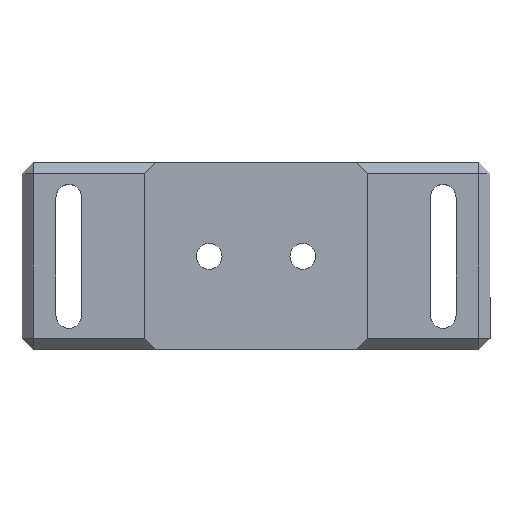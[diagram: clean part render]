
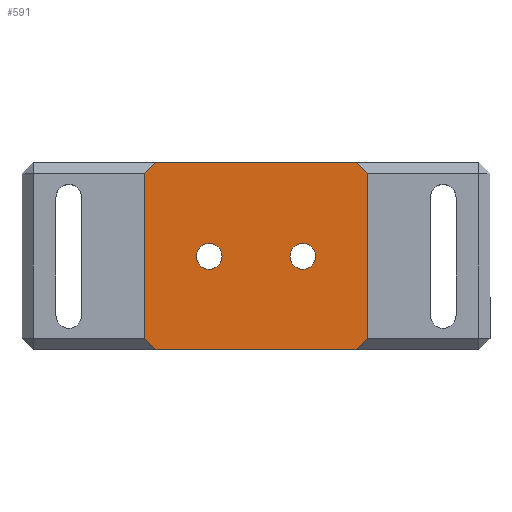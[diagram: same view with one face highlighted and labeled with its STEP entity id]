
A CAD part, top view. The second image highlights one B-rep face of the part: STEP entity #591.
In plain terms, the highlighted planar face has unit normal (0, 0, 1).
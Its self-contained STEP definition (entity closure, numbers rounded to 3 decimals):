
#6 = VERTEX_POINT ( 'NONE', #504 ) ;
#22 = EDGE_CURVE ( 'NONE', #1504, #630, #1329, .T. ) ;
#29 = DIRECTION ( 'NONE',  ( 0., 0., 1. ) ) ;
#31 = DIRECTION ( 'NONE',  ( 1., 0., 0. ) ) ;
#32 = CARTESIAN_POINT ( 'NONE',  ( 50.8, 25.4, 0. ) ) ;
#39 = DIRECTION ( 'NONE',  ( 0., 0., 1. ) ) ;
#46 = CARTESIAN_POINT ( 'NONE',  ( 50.8, 25.4, 0. ) ) ;
#68 = CIRCLE ( 'NONE', #583, 3.5 ) ;
#81 = ORIENTED_EDGE ( 'NONE', *, *, #1312, .T. ) ;
#91 = ORIENTED_EDGE ( 'NONE', *, *, #272, .F. ) ;
#125 = VECTOR ( 'NONE', #1111, 1000. ) ;
#131 = VECTOR ( 'NONE', #1508, 1000. ) ;
#135 = VERTEX_POINT ( 'NONE', #998 ) ;
#143 = EDGE_CURVE ( 'NONE', #630, #1504, #572, .T. ) ;
#144 = FACE_BOUND ( 'NONE', #1087, .T. ) ;
#165 = ORIENTED_EDGE ( 'NONE', *, *, #143, .F. ) ;
#173 = ORIENTED_EDGE ( 'NONE', *, *, #1272, .T. ) ;
#199 = CARTESIAN_POINT ( 'NONE',  ( 54.3, 25.4, 0. ) ) ;
#220 = CARTESIAN_POINT ( 'NONE',  ( 90.7, 0.2, 0. ) ) ;
#259 = FACE_BOUND ( 'NONE', #325, .T. ) ;
#260 = VERTEX_POINT ( 'NONE', #1338 ) ;
#269 = CARTESIAN_POINT ( 'NONE',  ( 0., 0.2, 0. ) ) ;
#272 = EDGE_CURVE ( 'NONE', #1068, #6, #1446, .T. ) ;
#284 = CARTESIAN_POINT ( 'NONE',  ( 93.7, 50.8, 0. ) ) ;
#325 = EDGE_LOOP ( 'NONE', ( #516, #165 ) ) ;
#340 = DIRECTION ( 'NONE',  ( 0.707, 0.707, 0. ) ) ;
#344 = CARTESIAN_POINT ( 'NONE',  ( 33.3, 3.2, 0. ) ) ;
#366 = VECTOR ( 'NONE', #340, 1000. ) ;
#389 = CARTESIAN_POINT ( 'NONE',  ( 36.3, 0.2, 0. ) ) ;
#407 = LINE ( 'NONE', #694, #131 ) ;
#416 = ORIENTED_EDGE ( 'NONE', *, *, #482, .F. ) ;
#432 = VERTEX_POINT ( 'NONE', #1416 ) ;
#442 = AXIS2_PLACEMENT_3D ( 'NONE', #849, #844, #605 ) ;
#459 = CARTESIAN_POINT ( 'NONE',  ( 76.2, 25.4, 0. ) ) ;
#461 = DIRECTION ( 'NONE',  ( 0.707, -0.707, 0. ) ) ;
#469 = DIRECTION ( 'NONE',  ( -0.707, -0.707, 0. ) ) ;
#482 = EDGE_CURVE ( 'NONE', #432, #1381, #1053, .T. ) ;
#484 = EDGE_CURVE ( 'NONE', #1358, #866, #1368, .T. ) ;
#504 = CARTESIAN_POINT ( 'NONE',  ( 79.7, 25.4, 0. ) ) ;
#507 = ORIENTED_EDGE ( 'NONE', *, *, #724, .T. ) ;
#516 = ORIENTED_EDGE ( 'NONE', *, *, #22, .F. ) ;
#519 = DIRECTION ( 'NONE',  ( 0., 1., 0. ) ) ;
#529 = LINE ( 'NONE', #1188, #1441 ) ;
#572 = CIRCLE ( 'NONE', #1345, 3.5 ) ;
#574 = DIRECTION ( 'NONE',  ( 1., 0., 0. ) ) ;
#583 = AXIS2_PLACEMENT_3D ( 'NONE', #459, #1291, #574 ) ;
#591 = ADVANCED_FACE ( 'NONE', ( #144, #259, #779 ), #645, .F. ) ;
#605 = DIRECTION ( 'NONE',  ( 1., 0., 0. ) ) ;
#630 = VERTEX_POINT ( 'NONE', #1473 ) ;
#645 = PLANE ( 'NONE',  #1099 ) ;
#652 = ORIENTED_EDGE ( 'NONE', *, *, #1262, .F. ) ;
#692 = VECTOR ( 'NONE', #758, 1000. ) ;
#694 = CARTESIAN_POINT ( 'NONE',  ( 93.7, 47.8, 0. ) ) ;
#704 = AXIS2_PLACEMENT_3D ( 'NONE', #46, #39, #31 ) ;
#719 = DIRECTION ( 'NONE',  ( -1., 0., 0. ) ) ;
#724 = EDGE_CURVE ( 'NONE', #1009, #1396, #915, .T. ) ;
#758 = DIRECTION ( 'NONE',  ( 0., -1., 0. ) ) ;
#770 = DIRECTION ( 'NONE',  ( -1., 0., 0. ) ) ;
#775 = CARTESIAN_POINT ( 'NONE',  ( 33.3, 47.8, 0. ) ) ;
#779 = FACE_OUTER_BOUND ( 'NONE', #1251, .T. ) ;
#829 = EDGE_CURVE ( 'NONE', #1358, #135, #407, .T. ) ;
#834 = CARTESIAN_POINT ( 'NONE',  ( 93.7, 47.8, 0. ) ) ;
#844 = DIRECTION ( 'NONE',  ( 0., 0., 1. ) ) ;
#849 = CARTESIAN_POINT ( 'NONE',  ( 76.2, 25.4, 0. ) ) ;
#866 = VERTEX_POINT ( 'NONE', #1285 ) ;
#872 = EDGE_CURVE ( 'NONE', #432, #1009, #1001, .T. ) ;
#896 = CARTESIAN_POINT ( 'NONE',  ( 90.7, 0.2, 0. ) ) ;
#915 = LINE ( 'NONE', #269, #125 ) ;
#975 = ORIENTED_EDGE ( 'NONE', *, *, #988, .T. ) ;
#988 = EDGE_CURVE ( 'NONE', #135, #260, #529, .T. ) ;
#992 = LINE ( 'NONE', #1179, #1228 ) ;
#998 = CARTESIAN_POINT ( 'NONE',  ( 90.7, 50.8, 0. ) ) ;
#1001 = LINE ( 'NONE', #344, #1275 ) ;
#1009 = VERTEX_POINT ( 'NONE', #389 ) ;
#1015 = ORIENTED_EDGE ( 'NONE', *, *, #484, .F. ) ;
#1053 = LINE ( 'NONE', #1237, #1336 ) ;
#1068 = VERTEX_POINT ( 'NONE', #1297 ) ;
#1087 = EDGE_LOOP ( 'NONE', ( #652, #91 ) ) ;
#1099 = AXIS2_PLACEMENT_3D ( 'NONE', #1239, #1468, #770 ) ;
#1111 = DIRECTION ( 'NONE',  ( 1., 0., 0. ) ) ;
#1179 = CARTESIAN_POINT ( 'NONE',  ( 36.3, 50.8, 0. ) ) ;
#1188 = CARTESIAN_POINT ( 'NONE',  ( 0., 50.8, 0. ) ) ;
#1228 = VECTOR ( 'NONE', #469, 1000. ) ;
#1237 = CARTESIAN_POINT ( 'NONE',  ( 33.3, 50.8, 0. ) ) ;
#1239 = CARTESIAN_POINT ( 'NONE',  ( 0., 0., 0. ) ) ;
#1251 = EDGE_LOOP ( 'NONE', ( #1015, #1494, #975, #81, #416, #1478, #507, #173 ) ) ;
#1262 = EDGE_CURVE ( 'NONE', #6, #1068, #68, .T. ) ;
#1272 = EDGE_CURVE ( 'NONE', #1396, #866, #1348, .T. ) ;
#1275 = VECTOR ( 'NONE', #461, 1000. ) ;
#1285 = CARTESIAN_POINT ( 'NONE',  ( 93.7, 3.2, 0. ) ) ;
#1291 = DIRECTION ( 'NONE',  ( 0., 0., 1. ) ) ;
#1297 = CARTESIAN_POINT ( 'NONE',  ( 72.7, 25.4, 0. ) ) ;
#1312 = EDGE_CURVE ( 'NONE', #260, #1381, #992, .T. ) ;
#1329 = CIRCLE ( 'NONE', #704, 3.5 ) ;
#1336 = VECTOR ( 'NONE', #519, 1000. ) ;
#1338 = CARTESIAN_POINT ( 'NONE',  ( 36.3, 50.8, 0. ) ) ;
#1345 = AXIS2_PLACEMENT_3D ( 'NONE', #32, #29, #1484 ) ;
#1348 = LINE ( 'NONE', #220, #366 ) ;
#1358 = VERTEX_POINT ( 'NONE', #834 ) ;
#1368 = LINE ( 'NONE', #284, #692 ) ;
#1381 = VERTEX_POINT ( 'NONE', #775 ) ;
#1396 = VERTEX_POINT ( 'NONE', #896 ) ;
#1416 = CARTESIAN_POINT ( 'NONE',  ( 33.3, 3.2, 0. ) ) ;
#1441 = VECTOR ( 'NONE', #719, 1000. ) ;
#1446 = CIRCLE ( 'NONE', #442, 3.5 ) ;
#1468 = DIRECTION ( 'NONE',  ( 0., 0., -1. ) ) ;
#1473 = CARTESIAN_POINT ( 'NONE',  ( 47.3, 25.4, 0. ) ) ;
#1478 = ORIENTED_EDGE ( 'NONE', *, *, #872, .T. ) ;
#1484 = DIRECTION ( 'NONE',  ( 1., 0., 0. ) ) ;
#1494 = ORIENTED_EDGE ( 'NONE', *, *, #829, .T. ) ;
#1504 = VERTEX_POINT ( 'NONE', #199 ) ;
#1508 = DIRECTION ( 'NONE',  ( -0.707, 0.707, 0. ) ) ;
